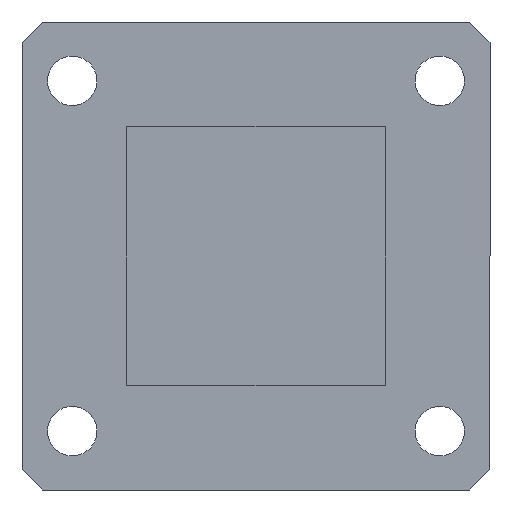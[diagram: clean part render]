
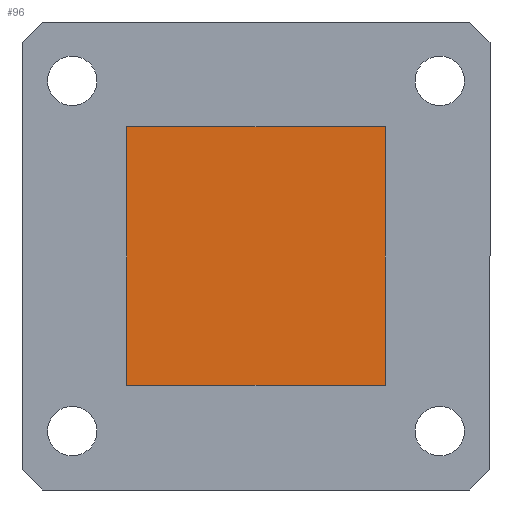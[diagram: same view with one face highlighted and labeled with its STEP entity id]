
A CAD part, left-side view. The second image highlights one B-rep face of the part: STEP entity #96.
In plain terms, the highlighted planar face has unit normal (-1, 0, 0).
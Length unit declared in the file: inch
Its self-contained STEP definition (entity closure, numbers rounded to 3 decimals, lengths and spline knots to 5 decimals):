
#21 = VERTEX_POINT ( 'NONE', #37 ) ;
#31 = AXIS2_PLACEMENT_3D ( 'NONE', #472, #866, #463 ) ;
#35 = CARTESIAN_POINT ( 'NONE',  ( 0.01, -0.45, -0.45 ) ) ;
#37 = CARTESIAN_POINT ( 'NONE',  ( 0.01, -0.45, -0.45 ) ) ;
#58 = CARTESIAN_POINT ( 'NONE',  ( 0.01, 0.45, -0.45 ) ) ;
#67 = EDGE_CURVE ( 'NONE', #342, #21, #258, .T. ) ;
#96 = ADVANCED_FACE ( 'NONE', ( #915 ), #143, .F. ) ;
#106 = VERTEX_POINT ( 'NONE', #557 ) ;
#129 = VERTEX_POINT ( 'NONE', #716 ) ;
#143 = PLANE ( 'NONE',  #31 ) ;
#166 = CARTESIAN_POINT ( 'NONE',  ( 0.01, -0.45, 0.45 ) ) ;
#217 = VECTOR ( 'NONE', #277, 39.37008 ) ;
#248 = EDGE_CURVE ( 'NONE', #106, #342, #522, .T. ) ;
#258 = LINE ( 'NONE', #35, #577 ) ;
#277 = DIRECTION ( 'NONE',  ( 0., 1., 0. ) ) ;
#300 = EDGE_LOOP ( 'NONE', ( #995, #688, #958, #672 ) ) ;
#323 = DIRECTION ( 'NONE',  ( 0., -1., 0. ) ) ;
#342 = VERTEX_POINT ( 'NONE', #662 ) ;
#347 = VECTOR ( 'NONE', #613, 39.37008 ) ;
#369 = CARTESIAN_POINT ( 'NONE',  ( 0.01, -0.45, -0.45 ) ) ;
#463 = DIRECTION ( 'NONE',  ( 0., 0., -1. ) ) ;
#472 = CARTESIAN_POINT ( 'NONE',  ( 0.01, 0., 0. ) ) ;
#509 = VECTOR ( 'NONE', #323, 39.37008 ) ;
#522 = LINE ( 'NONE', #166, #509 ) ;
#557 = CARTESIAN_POINT ( 'NONE',  ( 0.01, 0.45, 0.45 ) ) ;
#562 = LINE ( 'NONE', #58, #347 ) ;
#577 = VECTOR ( 'NONE', #852, 39.37008 ) ;
#613 = DIRECTION ( 'NONE',  ( 0., 0., 1. ) ) ;
#662 = CARTESIAN_POINT ( 'NONE',  ( 0.01, -0.45, 0.45 ) ) ;
#672 = ORIENTED_EDGE ( 'NONE', *, *, #67, .F. ) ;
#680 = LINE ( 'NONE', #369, #217 ) ;
#688 = ORIENTED_EDGE ( 'NONE', *, *, #903, .F. ) ;
#716 = CARTESIAN_POINT ( 'NONE',  ( 0.01, 0.45, -0.45 ) ) ;
#768 = EDGE_CURVE ( 'NONE', #21, #129, #680, .T. ) ;
#852 = DIRECTION ( 'NONE',  ( 0., 0., -1. ) ) ;
#866 = DIRECTION ( 'NONE',  ( 1., 0., 0. ) ) ;
#903 = EDGE_CURVE ( 'NONE', #129, #106, #562, .T. ) ;
#915 = FACE_OUTER_BOUND ( 'NONE', #300, .T. ) ;
#958 = ORIENTED_EDGE ( 'NONE', *, *, #768, .F. ) ;
#995 = ORIENTED_EDGE ( 'NONE', *, *, #248, .F. ) ;
